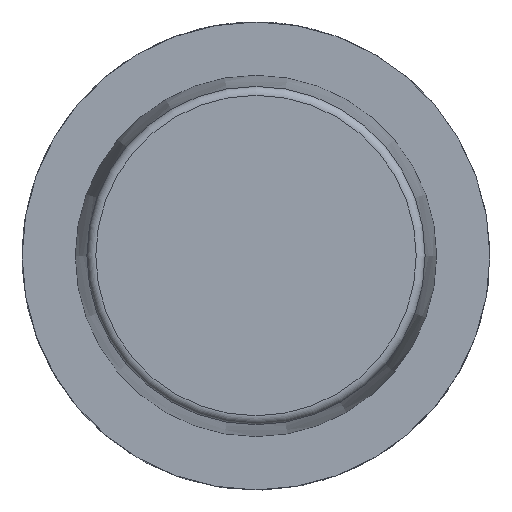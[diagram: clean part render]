
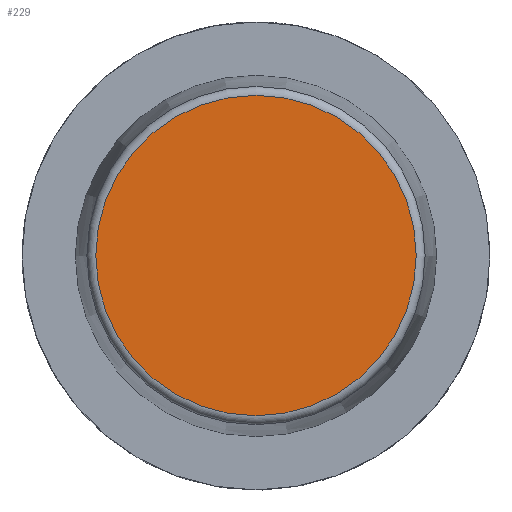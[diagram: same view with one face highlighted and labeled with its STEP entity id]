
A CAD part, top view. The second image highlights one B-rep face of the part: STEP entity #229.
In plain terms, the highlighted planar face has unit normal (0, 0, 1).
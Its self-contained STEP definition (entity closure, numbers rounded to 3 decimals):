
#161=FACE_OUTER_BOUND('',#340,.T.);
#229=ADVANCED_FACE('',(#161),#280,.F.);
#280=PLANE('',#927);
#340=EDGE_LOOP('',(#416));
#416=ORIENTED_EDGE('',*,*,#734,.F.);
#648=VERTEX_POINT('',#1289);
#734=EDGE_CURVE('',#648,#648,#847,.T.);
#847=CIRCLE('',#926,21.575);
#926=AXIS2_PLACEMENT_3D('',#1288,#1042,#1043);
#927=AXIS2_PLACEMENT_3D('',#1290,#1044,#1045);
#1042=DIRECTION('',(0.,0.,-1.));
#1043=DIRECTION('',(1.,0.,0.));
#1044=DIRECTION('',(0.,0.,-1.));
#1045=DIRECTION('',(1.,0.,0.));
#1288=CARTESIAN_POINT('',(0.,0.,32.));
#1289=CARTESIAN_POINT('',(21.575,0.,32.));
#1290=CARTESIAN_POINT('',(0.,0.,32.));
